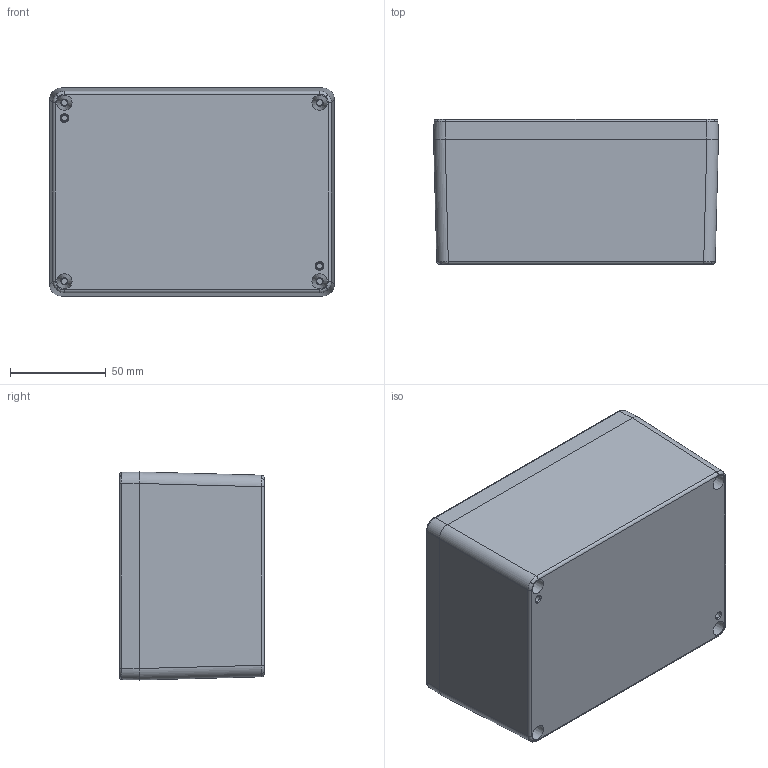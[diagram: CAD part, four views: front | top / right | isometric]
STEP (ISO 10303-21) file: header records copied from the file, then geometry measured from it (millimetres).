
FILE_DESCRIPTION (( 'STEP AP214' ), '1' );
FILE_NAME ('1550Z115.STEP', '2020-11-05T20:17:18', ( '' ), ( '' ), 'SwSTEP 2.0', 'SolidWorks 2019', '' );
FILE_SCHEMA (( 'AUTOMOTIVE_DESIGN' ));
Length unit declared in the file: inch
Products named in the file (1): 1550Z115
Bounding box: 148.4 x 75.4 x 108.4 mm (x, y, z)
Volume: 222912.8 mm3; surface area: 145886.5 mm2
Topology: 7 solids, 7 shells, 1448 faces, 3722 edges, 2341 vertices
Faces by surface type: bspline 539, plane 393, cylinder 262, cone 254
Full cylindrical faces by diameter (mm): 3.3 x4, 3.9 x60, 7.6 x4
Entity records: 82308 total; most frequent: CARTESIAN_POINT 34328, ORIENTED_EDGE 6538, DIRECTION 4699, EDGE_CURVE 3269, VERTEX_POINT 2134, EDGE_LOOP 1765, AXIS2_PLACEMENT_3D 1722, FACE_OUTER_BOUND 1520
